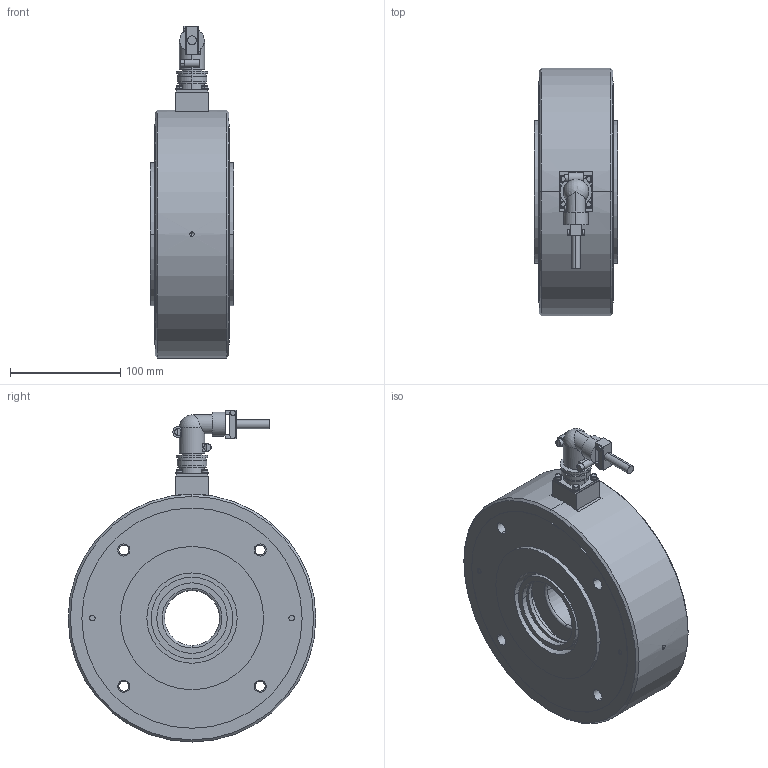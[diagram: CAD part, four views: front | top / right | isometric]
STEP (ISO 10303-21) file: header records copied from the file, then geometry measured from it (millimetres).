
FILE_DESCRIPTION((''),'2;1');
FILE_NAME('50122.stp','2007-09-21T15:40:02',(''),(''),'Mechanical Desktop 2007','Mechanical Desktop 2007',', , ');
FILE_SCHEMA(('CONFIG_CONTROL_DESIGN'));
Length unit declared in the file: millimetre
Products named in the file (28): ZEICHNUNG7; L50122; L4765504; TEIL1AAA; L49026; TEIL1A; I-6KT_SCHRAUBE_M6X60; I-6KT_SCHRAUBE_M6X60A; I-6KT_SCHRAUBE_M3X25; I-6KT_SCHRAUBE_M3X25A; FEDERRING_M3A; FEDERRING_M3; V_RING_V65AA; V_RING_V65A; PENDELKUGELLAGER_1310TV; PENDELKUGELLAGER_1310TVA; SICHERUNGSRING_J110A; SICHERUNGSRING_J110; L4340402; TEIL1AAAAA; L49152; TEIL1; L49153; TEIL1AA; FLANSCHDOSE_WINKEL_AMPH_4-POLIG; TEIL1AAAA; RM_SDBA; RM_SDB
Assembly tree (40 placements, depth 4):
  ZEICHNUNG7
    L50122
      L4765504
        TEIL1AAA
      L49026
        TEIL1A
      I-6KT_SCHRAUBE_M6X60  x2
        I-6KT_SCHRAUBE_M6X60A
      I-6KT_SCHRAUBE_M3X25  x4
        I-6KT_SCHRAUBE_M3X25A
      FEDERRING_M3A  x4
        FEDERRING_M3
      V_RING_V65AA  x2
        V_RING_V65A
      PENDELKUGELLAGER_1310TV
        PENDELKUGELLAGER_1310TVA
      SICHERUNGSRING_J110A
        SICHERUNGSRING_J110
      L4340402  x2
        TEIL1AAAAA
      L49152
        TEIL1
      L49153
        TEIL1AA
      FLANSCHDOSE_WINKEL_AMPH_4-POLIG
        TEIL1AAAA
      RM_SDBA  x3
    RM_SDB  x3
Bounding box: 75.9 x 225 x 301.5 mm (x, y, z)
Volume: 2422508.8 mm3; surface area: 393594.2 mm2
Topology: 21 solids, 21 shells, 424 faces, 1021 edges, 664 vertices
Faces by surface type: cylinder 238, plane 123, cone 38, torus 20, bspline 4, sphere 1
Entity records: 11170 total; most frequent: CARTESIAN_POINT 2109, DIRECTION 1978, ORIENTED_EDGE 1554, AXIS2_PLACEMENT_3D 833, EDGE_CURVE 777, VERTEX_POINT 512, CIRCLE 446, EDGE_LOOP 439
